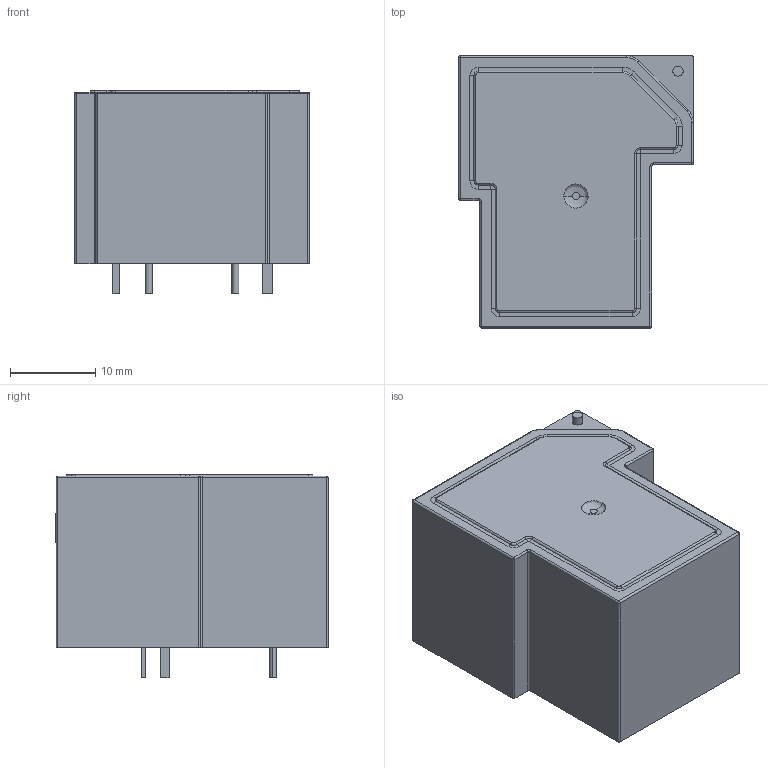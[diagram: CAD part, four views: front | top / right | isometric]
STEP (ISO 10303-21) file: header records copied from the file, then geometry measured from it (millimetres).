
FILE_DESCRIPTION (( 'STEP AP214' ), '1' );
FILE_NAME ('RELAY-TH_L27.6-W32-H20.4-A.step', '2022-07-09T13:45:32', ( '' ), ( '' ), 'SwSTEP 2.0', 'SolidWorks 2020', '' );
FILE_SCHEMA (( 'AUTOMOTIVE_DESIGN' ));
Length unit declared in the file: millimetre
Products named in the file (1): RELAY-TH_L27.6-W32-H20.4-A
Bounding box: 27.6 x 32.01 x 23.9 mm (x, y, z)
Volume: 15136.1 mm3; surface area: 3969.2 mm2
Topology: 1 solids, 1 shells, 399 faces, 1053 edges, 685 vertices
Faces by surface type: plane 216, bspline 114, cylinder 42, torus 13, cone 9, sphere 5
Entity records: 17258 total; most frequent: CARTESIAN_POINT 4498, ORIENTED_EDGE 2096, DIRECTION 1500, EDGE_CURVE 1048, LINE 698, VECTOR 698, VERTEX_POINT 685, EDGE_LOOP 433
